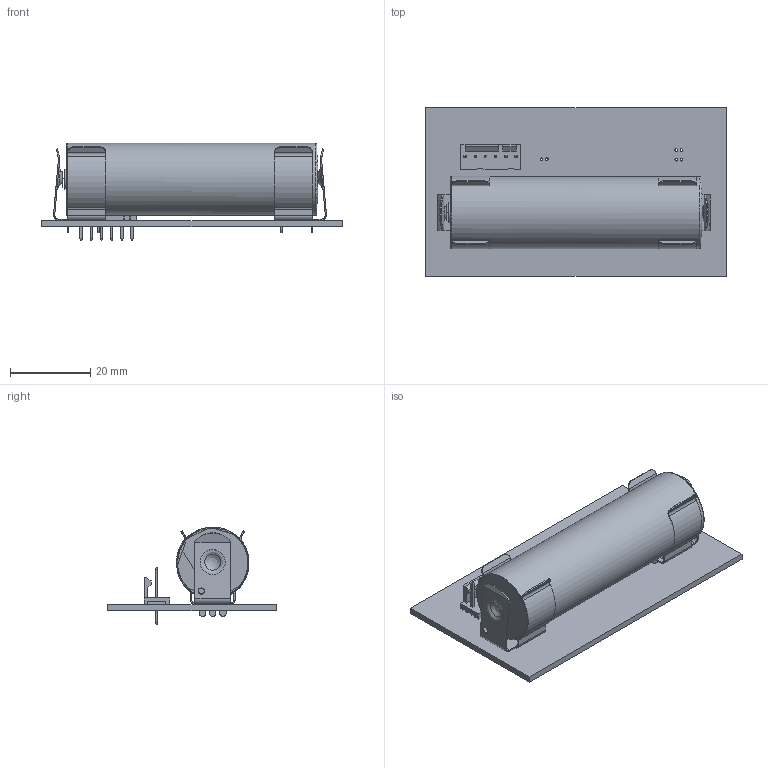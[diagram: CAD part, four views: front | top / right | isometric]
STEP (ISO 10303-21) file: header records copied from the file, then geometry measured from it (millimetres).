
FILE_DESCRIPTION(('KiCad electronic assembly'),'2;1');
FILE_NAME('ModuleBattery18650.step','2022-08-24T17:34:15',('Pcbnew'),( 'Kicad'),'Open CASCADE STEP processor 7.6','KiCad to STEP converter' ,'Unknown');
FILE_SCHEMA(('AUTOMOTIVE_DESIGN { 1 0 10303 214 1 1 1 1 }'));
Length unit declared in the file: millimetre
Products named in the file (8): ModuleBattery18650 1; 022232061; COMPOUND; Keystone_-_54; SOLID; Battery18650_18x69; ModuleBattery18650 PCB
Assembly tree (8 placements, depth 3):
  ModuleBattery18650 1
    022232061
      COMPOUND
    Keystone_-_54  x2
      SOLID
    Battery18650_18x69
      SOLID
    ModuleBattery18650 PCB
Bounding box: 75 x 42 x 24.39 mm (x, y, z)
Volume: 21668.4 mm3; surface area: 14158.4 mm2
Topology: 5 solids, 5 shells, 391 faces, 1055 edges, 706 vertices
Faces by surface type: bspline 358, cylinder 21, plane 12
Full cylindrical faces by diameter (mm): 0.65 x6, 1 x6, 1.905 x3
Entity records: 19673 total; most frequent: CARTESIAN_POINT 8002, B_SPLINE_CURVE_WITH_KNOTS 1863, ORIENTED_EDGE 1572, PCURVE 1572, DEFINITIONAL_REPRESENTATION 1572, EDGE_CURVE 786, SURFACE_CURVE 762, VERTEX_POINT 510
